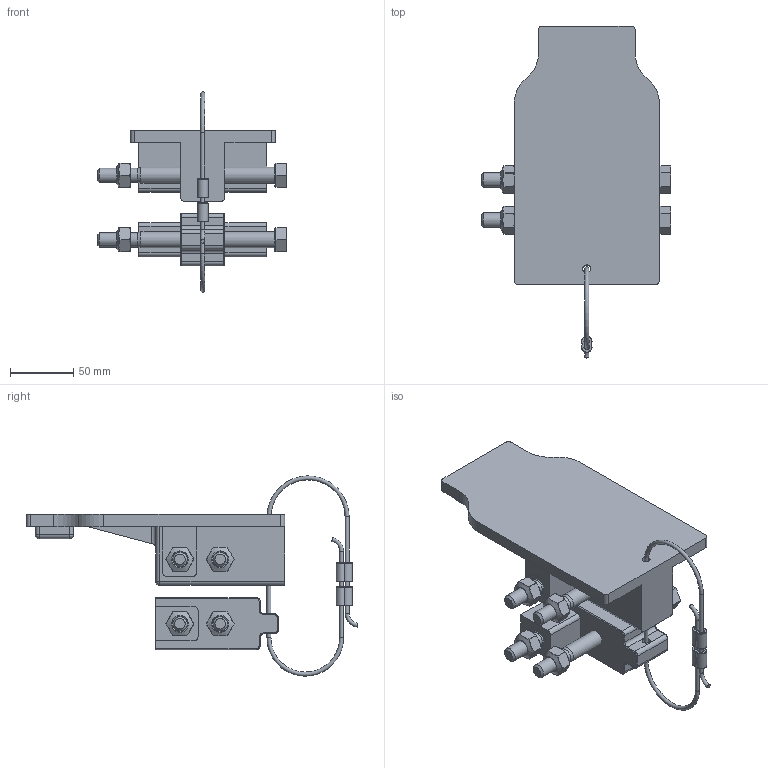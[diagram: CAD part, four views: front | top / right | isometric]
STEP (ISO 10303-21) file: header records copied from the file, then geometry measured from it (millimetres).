
FILE_DESCRIPTION((''),'2;1');
FILE_NAME('24950.stp','2009-10-15T06:54:16',('jholman'),(''),'Autodesk Inventor 2009','Autodesk Inventor 2009','');
FILE_SCHEMA(('AUTOMOTIVE_DESIGN { 1 0 10303 214 1 1 1 1 }'));
Length unit declared in the file: inch
Products named in the file (10): 3D114IE4C; 3D111IE4C; 3D11ZHE4C; 3D110IE4B; 3D113IE4C; 3D112IE4C; Prevailing Torque Type Hex Nut - UNC (Regular Thread - Inch)  (IFI) 1/2 - 13 Metal Type; 3D11HIB4B; 3D115IE4B; 3D11KKB4A
Assembly tree (17 placements, depth 3):
  3D114IE4C
    3D111IE4C
      3D11ZHE4C
      3D110IE4B
    3D113IE4C
      3D112IE4C
      3D110IE4B
    Prevailing Torque Type Hex Nut - UNC (Regular Thread - Inch)  (IFI) 1/2 - 13 Metal Type  x4
    3D11HIB4B  x4
    3D115IE4B
    3D11KKB4A  x2
Bounding box: 148.95 x 261.35 x 157.73 mm (x, y, z)
Volume: 686292.3 mm3; surface area: 166644.6 mm2
Topology: 15 solids, 15 shells, 652 faces, 1509 edges, 855 vertices
Faces by surface type: bspline 230, plane 133, cylinder 115, torus 72, sphere 58, cone 44
Full cylindrical faces by diameter (mm): 3.175 x3, 11.43 x4, 12.7 x4, 13.494 x2, 17.598 x4, 19.05 x2
Entity records: 10494 total; most frequent: CARTESIAN_POINT 3744, DIRECTION 1411, ORIENTED_EDGE 1282, EDGE_CURVE 641, AXIS2_PLACEMENT_3D 589, VERTEX_POINT 394, EDGE_LOOP 335, CIRCLE 332
